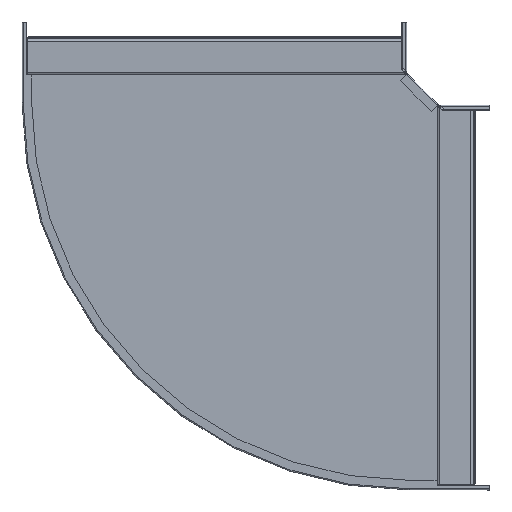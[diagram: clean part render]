
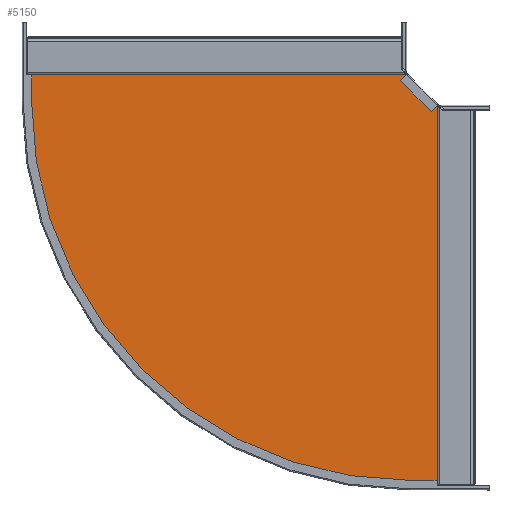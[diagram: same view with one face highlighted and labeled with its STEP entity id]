
A CAD part, front view. The second image highlights one B-rep face of the part: STEP entity #5150.
In plain terms, the highlighted planar face has unit normal (0, -1, 0).
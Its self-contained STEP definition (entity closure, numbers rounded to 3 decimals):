
#24 = LINE ( 'NONE', #5808, #4984 ) ;
#118 = ORIENTED_EDGE ( 'NONE', *, *, #5393, .F. ) ;
#138 = VECTOR ( 'NONE', #3743, 1000. ) ;
#173 = CARTESIAN_POINT ( 'NONE',  ( -611.412, -1., 75.912 ) ) ;
#279 = CARTESIAN_POINT ( 'NONE',  ( 75.912, -1., -611.412 ) ) ;
#326 = CARTESIAN_POINT ( 'NONE',  ( 24.048, -1., -611.412 ) ) ;
#401 = EDGE_LOOP ( 'NONE', ( #4540, #1416, #2770, #2704, #1637, #5767, #567, #451, #781, #118 ) ) ;
#451 = ORIENTED_EDGE ( 'NONE', *, *, #728, .F. ) ;
#452 = CARTESIAN_POINT ( 'NONE',  ( -611.412, -1., 24.048 ) ) ;
#465 = VECTOR ( 'NONE', #5719, 1000. ) ;
#567 = ORIENTED_EDGE ( 'NONE', *, *, #3444, .T. ) ;
#728 = EDGE_CURVE ( 'NONE', #3567, #5103, #5471, .T. ) ;
#755 = DIRECTION ( 'NONE',  ( 0., 0., 1. ) ) ;
#763 = EDGE_CURVE ( 'NONE', #2290, #2184, #3167, .T. ) ;
#781 = ORIENTED_EDGE ( 'NONE', *, *, #1745, .F. ) ;
#789 = FACE_OUTER_BOUND ( 'NONE', #401, .T. ) ;
#870 = CARTESIAN_POINT ( 'NONE',  ( -19.662, -1., 24.048 ) ) ;
#953 = CARTESIAN_POINT ( 'NONE',  ( -617.912, -1., 23.412 ) ) ;
#1178 = VERTEX_POINT ( 'NONE', #452 ) ;
#1239 = CARTESIAN_POINT ( 'NONE',  ( 23.412, -1., -617.912 ) ) ;
#1266 = CIRCLE ( 'NONE', #3335, 598.25 ) ;
#1327 = DIRECTION ( 'NONE',  ( 0., 0., -1. ) ) ;
#1328 = LINE ( 'NONE', #870, #3279 ) ;
#1416 = ORIENTED_EDGE ( 'NONE', *, *, #3993, .T. ) ;
#1433 = LINE ( 'NONE', #5385, #4939 ) ;
#1606 = EDGE_CURVE ( 'NONE', #1669, #2239, #1266, .T. ) ;
#1632 = DIRECTION ( 'NONE',  ( -1., 0., 0. ) ) ;
#1637 = ORIENTED_EDGE ( 'NONE', *, *, #3910, .F. ) ;
#1669 = VERTEX_POINT ( 'NONE', #2581 ) ;
#1728 = LINE ( 'NONE', #279, #5595 ) ;
#1745 = EDGE_CURVE ( 'NONE', #3864, #3567, #1728, .T. ) ;
#1770 = DIRECTION ( 'NONE',  ( 0.707, 0., -0.707 ) ) ;
#2184 = VERTEX_POINT ( 'NONE', #4491 ) ;
#2239 = VERTEX_POINT ( 'NONE', #5086 ) ;
#2290 = VERTEX_POINT ( 'NONE', #4717 ) ;
#2295 = EDGE_CURVE ( 'NONE', #1178, #2290, #4659, .T. ) ;
#2542 = CARTESIAN_POINT ( 'NONE',  ( -19.662, -1., -19.662 ) ) ;
#2581 = CARTESIAN_POINT ( 'NONE',  ( -19.662, -1., -617.912 ) ) ;
#2704 = ORIENTED_EDGE ( 'NONE', *, *, #763, .T. ) ;
#2765 = DIRECTION ( 'NONE',  ( -1., 0., 0. ) ) ;
#2770 = ORIENTED_EDGE ( 'NONE', *, *, #2295, .T. ) ;
#2959 = VERTEX_POINT ( 'NONE', #5488 ) ;
#3047 = DIRECTION ( 'NONE',  ( 0., -1., 0. ) ) ;
#3060 = VECTOR ( 'NONE', #1327, 1000. ) ;
#3159 = CARTESIAN_POINT ( 'NONE',  ( 23.412, -1., -611.412 ) ) ;
#3167 = LINE ( 'NONE', #953, #3330 ) ;
#3223 = DIRECTION ( 'NONE',  ( -1., 0., 0. ) ) ;
#3279 = VECTOR ( 'NONE', #3223, 1000. ) ;
#3330 = VECTOR ( 'NONE', #2765, 1000. ) ;
#3335 = AXIS2_PLACEMENT_3D ( 'NONE', #4226, #5099, #4615 ) ;
#3444 = EDGE_CURVE ( 'NONE', #1669, #5103, #1433, .T. ) ;
#3447 = DIRECTION ( 'NONE',  ( 0., 0., -1. ) ) ;
#3567 = VERTEX_POINT ( 'NONE', #3159 ) ;
#3660 = AXIS2_PLACEMENT_3D ( 'NONE', #2542, #3047, #3447 ) ;
#3743 = DIRECTION ( 'NONE',  ( 0., 0., -1. ) ) ;
#3864 = VERTEX_POINT ( 'NONE', #326 ) ;
#3910 = EDGE_CURVE ( 'NONE', #2239, #2184, #3917, .T. ) ;
#3912 = LINE ( 'NONE', #4385, #465 ) ;
#3917 = LINE ( 'NONE', #3948, #4495 ) ;
#3948 = CARTESIAN_POINT ( 'NONE',  ( -617.912, -1., -19.662 ) ) ;
#3993 = EDGE_CURVE ( 'NONE', #5082, #1178, #1328, .T. ) ;
#4110 = DIRECTION ( 'NONE',  ( 1., 0., 0. ) ) ;
#4226 = CARTESIAN_POINT ( 'NONE',  ( -19.662, -1., -19.662 ) ) ;
#4361 = PLANE ( 'NONE',  #3660 ) ;
#4385 = CARTESIAN_POINT ( 'NONE',  ( 24.048, -1., -19.662 ) ) ;
#4481 = CARTESIAN_POINT ( 'NONE',  ( 23.412, -1., -617.912 ) ) ;
#4491 = CARTESIAN_POINT ( 'NONE',  ( -617.912, -1., 23.412 ) ) ;
#4495 = VECTOR ( 'NONE', #755, 1000. ) ;
#4540 = ORIENTED_EDGE ( 'NONE', *, *, #5453, .F. ) ;
#4615 = DIRECTION ( 'NONE',  ( 0., 0., -1. ) ) ;
#4659 = LINE ( 'NONE', #173, #138 ) ;
#4717 = CARTESIAN_POINT ( 'NONE',  ( -611.412, -1., 23.412 ) ) ;
#4939 = VECTOR ( 'NONE', #4110, 1000. ) ;
#4984 = VECTOR ( 'NONE', #1770, 1000. ) ;
#5082 = VERTEX_POINT ( 'NONE', #5569 ) ;
#5086 = CARTESIAN_POINT ( 'NONE',  ( -617.912, -1., -19.662 ) ) ;
#5099 = DIRECTION ( 'NONE',  ( 0., 1., 0. ) ) ;
#5103 = VERTEX_POINT ( 'NONE', #1239 ) ;
#5150 = ADVANCED_FACE ( 'NONE', ( #789 ), #4361, .T. ) ;
#5385 = CARTESIAN_POINT ( 'NONE',  ( -19.662, -1., -617.912 ) ) ;
#5393 = EDGE_CURVE ( 'NONE', #2959, #3864, #3912, .T. ) ;
#5453 = EDGE_CURVE ( 'NONE', #5082, #2959, #24, .T. ) ;
#5471 = LINE ( 'NONE', #4481, #3060 ) ;
#5488 = CARTESIAN_POINT ( 'NONE',  ( 24.048, -1., -24.048 ) ) ;
#5569 = CARTESIAN_POINT ( 'NONE',  ( -24.048, -1., 24.048 ) ) ;
#5595 = VECTOR ( 'NONE', #1632, 1000. ) ;
#5719 = DIRECTION ( 'NONE',  ( 0., 0., -1. ) ) ;
#5767 = ORIENTED_EDGE ( 'NONE', *, *, #1606, .F. ) ;
#5808 = CARTESIAN_POINT ( 'NONE',  ( -12.021, -1., 12.021 ) ) ;
